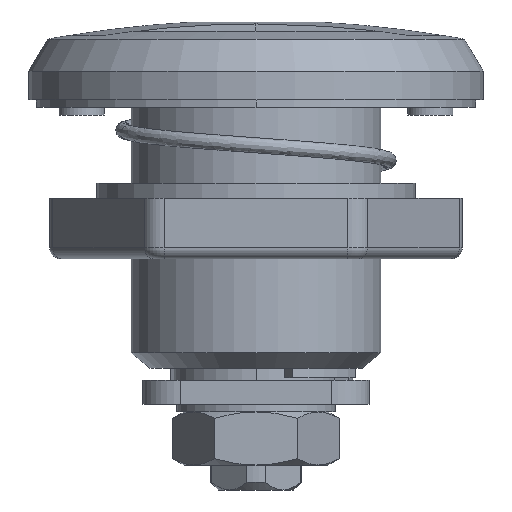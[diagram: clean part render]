
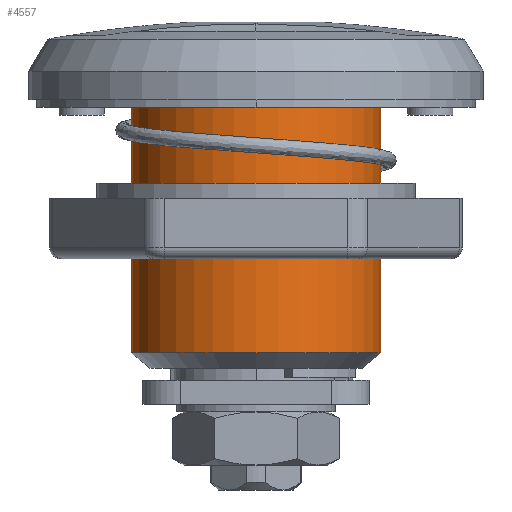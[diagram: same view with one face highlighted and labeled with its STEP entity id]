
A CAD part, left-side view. The second image highlights one B-rep face of the part: STEP entity #4557.
In plain terms, the highlighted cylindrical face has radius 16.5 mm (diameter 33 mm), a partial arc.
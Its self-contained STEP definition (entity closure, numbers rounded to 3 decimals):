
#517 = DIRECTION ( 'NONE',  ( 0., 0., 1. ) ) ;
#534 = LINE ( 'NONE', #5502, #6785 ) ;
#792 = VERTEX_POINT ( 'NONE', #3910 ) ;
#856 = EDGE_CURVE ( 'NONE', #881, #6365, #2432, .T. ) ;
#881 = VERTEX_POINT ( 'NONE', #1075 ) ;
#974 = CARTESIAN_POINT ( 'NONE',  ( 0., 0., -33.4 ) ) ;
#1075 = CARTESIAN_POINT ( 'NONE',  ( 0., 16.5, 0. ) ) ;
#1315 = DIRECTION ( 'NONE',  ( 0., -1., 0. ) ) ;
#1493 = EDGE_CURVE ( 'NONE', #1531, #6365, #6514, .T. ) ;
#1531 = VERTEX_POINT ( 'NONE', #6011 ) ;
#1544 = CARTESIAN_POINT ( 'NONE',  ( 0., 0., 21.803 ) ) ;
#2376 = DIRECTION ( 'NONE',  ( 0., 0., 1. ) ) ;
#2432 = CIRCLE ( 'NONE', #8913, 16.5 ) ;
#2481 = EDGE_CURVE ( 'NONE', #792, #881, #534, .T. ) ;
#2773 = AXIS2_PLACEMENT_3D ( 'NONE', #974, #10083, #9044 ) ;
#3422 = CARTESIAN_POINT ( 'NONE',  ( 0., 0., 0. ) ) ;
#3910 = CARTESIAN_POINT ( 'NONE',  ( 0., 16.5, -33.4 ) ) ;
#4227 = CIRCLE ( 'NONE', #2773, 16.5 ) ;
#4248 = EDGE_CURVE ( 'NONE', #792, #1531, #4227, .T. ) ;
#4414 = DIRECTION ( 'NONE',  ( 0., 0., 1. ) ) ;
#4462 = DIRECTION ( 'NONE',  ( 0., 0., 1. ) ) ;
#4557 = ADVANCED_FACE ( 'NONE', ( #7058 ), #7318, .T. ) ;
#5460 = CARTESIAN_POINT ( 'NONE',  ( 0., -16.5, 21.803 ) ) ;
#5502 = CARTESIAN_POINT ( 'NONE',  ( 0., 16.5, 21.803 ) ) ;
#5614 = ORIENTED_EDGE ( 'NONE', *, *, #1493, .T. ) ;
#5983 = VECTOR ( 'NONE', #4414, 1000. ) ;
#6002 = AXIS2_PLACEMENT_3D ( 'NONE', #1544, #517, #9627 ) ;
#6011 = CARTESIAN_POINT ( 'NONE',  ( 0., -16.5, -33.4 ) ) ;
#6365 = VERTEX_POINT ( 'NONE', #6651 ) ;
#6514 = LINE ( 'NONE', #5460, #5983 ) ;
#6651 = CARTESIAN_POINT ( 'NONE',  ( 0., -16.5, 0. ) ) ;
#6785 = VECTOR ( 'NONE', #4462, 1000. ) ;
#6808 = ORIENTED_EDGE ( 'NONE', *, *, #4248, .T. ) ;
#7058 = FACE_OUTER_BOUND ( 'NONE', #7437, .T. ) ;
#7318 = CYLINDRICAL_SURFACE ( 'NONE', #6002, 16.5 ) ;
#7368 = ORIENTED_EDGE ( 'NONE', *, *, #856, .F. ) ;
#7437 = EDGE_LOOP ( 'NONE', ( #7458, #6808, #5614, #7368 ) ) ;
#7458 = ORIENTED_EDGE ( 'NONE', *, *, #2481, .F. ) ;
#8913 = AXIS2_PLACEMENT_3D ( 'NONE', #3422, #2376, #1315 ) ;
#9044 = DIRECTION ( 'NONE',  ( 0., -1., 0. ) ) ;
#9627 = DIRECTION ( 'NONE',  ( 0., -1., 0. ) ) ;
#10083 = DIRECTION ( 'NONE',  ( 0., 0., 1. ) ) ;
